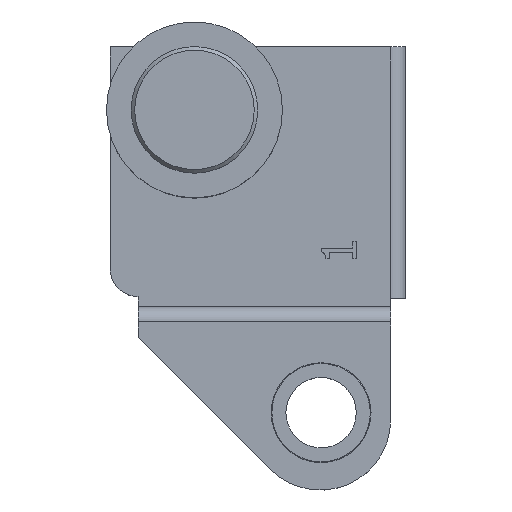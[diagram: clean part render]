
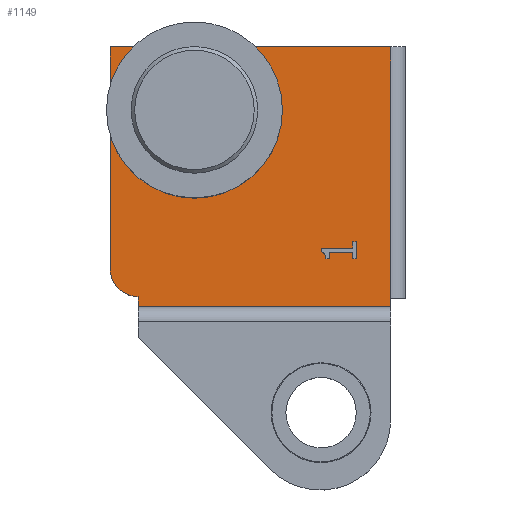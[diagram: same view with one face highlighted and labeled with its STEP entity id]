
A CAD part, top view. The second image highlights one B-rep face of the part: STEP entity #1149.
In plain terms, the highlighted planar face has unit normal (0, 0, 1).
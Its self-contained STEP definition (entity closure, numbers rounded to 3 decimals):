
#43=B_SPLINE_CURVE_WITH_KNOTS('',3,(#1840,#1841,#1842,#1843),
 .UNSPECIFIED.,.F.,.F.,(4,4),(0.,1.),.UNSPECIFIED.);
#74=FACE_BOUND('',#198,.T.);
#75=FACE_BOUND('',#199,.T.);
#125=FACE_OUTER_BOUND('',#197,.T.);
#197=EDGE_LOOP('',(#971,#972,#973,#974,#975,#976,#977));
#198=EDGE_LOOP('',(#978,#979,#980,#981,#982,#983,#984,#985,#986,#987,#988));
#199=EDGE_LOOP('',(#989,#990));
#235=CIRCLE('',#1280,4.1);
#236=CIRCLE('',#1281,4.1);
#256=CIRCLE('',#1321,4.);
#285=LINE('',#1747,#383);
#303=LINE('',#1806,#401);
#306=LINE('',#1812,#404);
#309=LINE('',#1818,#407);
#312=LINE('',#1824,#410);
#316=LINE('',#1849,#414);
#319=LINE('',#1855,#417);
#322=LINE('',#1861,#420);
#325=LINE('',#1867,#423);
#328=LINE('',#1873,#426);
#331=LINE('',#1877,#429);
#361=LINE('',#1987,#459);
#368=LINE('',#2003,#466);
#370=LINE('',#2016,#468);
#371=LINE('',#2018,#469);
#372=LINE('',#2019,#470);
#383=VECTOR('',#1386,10.);
#401=VECTOR('',#1436,10.);
#404=VECTOR('',#1441,10.);
#407=VECTOR('',#1446,10.);
#410=VECTOR('',#1451,10.);
#414=VECTOR('',#1457,10.);
#417=VECTOR('',#1462,10.);
#420=VECTOR('',#1467,10.);
#423=VECTOR('',#1472,10.);
#426=VECTOR('',#1477,10.);
#429=VECTOR('',#1482,10.);
#459=VECTOR('',#1602,10.);
#466=VECTOR('',#1623,10.);
#468=VECTOR('',#1639,10.);
#469=VECTOR('',#1640,10.);
#470=VECTOR('',#1641,10.);
#481=VERTEX_POINT('',#1744);
#482=VERTEX_POINT('',#1746);
#506=VERTEX_POINT('',#1803);
#507=VERTEX_POINT('',#1805);
#509=VERTEX_POINT('',#1811);
#511=VERTEX_POINT('',#1817);
#513=VERTEX_POINT('',#1823);
#515=VERTEX_POINT('',#1839);
#517=VERTEX_POINT('',#1848);
#519=VERTEX_POINT('',#1854);
#521=VERTEX_POINT('',#1860);
#523=VERTEX_POINT('',#1866);
#525=VERTEX_POINT('',#1872);
#528=VERTEX_POINT('',#1886);
#529=VERTEX_POINT('',#1888);
#560=VERTEX_POINT('',#1985);
#561=VERTEX_POINT('',#1989);
#562=VERTEX_POINT('',#2002);
#566=VERTEX_POINT('',#2015);
#567=VERTEX_POINT('',#2017);
#588=EDGE_CURVE('',#482,#481,#285,.T.);
#617=EDGE_CURVE('',#507,#506,#303,.T.);
#620=EDGE_CURVE('',#509,#507,#306,.T.);
#623=EDGE_CURVE('',#511,#509,#309,.T.);
#626=EDGE_CURVE('',#513,#511,#312,.T.);
#629=EDGE_CURVE('',#515,#513,#43,.T.);
#632=EDGE_CURVE('',#517,#515,#316,.T.);
#635=EDGE_CURVE('',#519,#517,#319,.T.);
#638=EDGE_CURVE('',#521,#519,#322,.T.);
#641=EDGE_CURVE('',#523,#521,#325,.T.);
#644=EDGE_CURVE('',#525,#523,#328,.T.);
#647=EDGE_CURVE('',#506,#525,#331,.T.);
#652=EDGE_CURVE('',#528,#529,#235,.T.);
#653=EDGE_CURVE('',#529,#528,#236,.T.);
#700=EDGE_CURVE('',#481,#560,#361,.T.);
#702=EDGE_CURVE('',#560,#561,#256,.T.);
#708=EDGE_CURVE('',#562,#561,#368,.T.);
#715=EDGE_CURVE('',#566,#562,#370,.T.);
#716=EDGE_CURVE('',#567,#566,#371,.T.);
#717=EDGE_CURVE('',#482,#567,#372,.T.);
#971=ORIENTED_EDGE('',*,*,#588,.T.);
#972=ORIENTED_EDGE('',*,*,#700,.T.);
#973=ORIENTED_EDGE('',*,*,#702,.T.);
#974=ORIENTED_EDGE('',*,*,#708,.F.);
#975=ORIENTED_EDGE('',*,*,#715,.F.);
#976=ORIENTED_EDGE('',*,*,#716,.F.);
#977=ORIENTED_EDGE('',*,*,#717,.F.);
#978=ORIENTED_EDGE('',*,*,#617,.T.);
#979=ORIENTED_EDGE('',*,*,#647,.T.);
#980=ORIENTED_EDGE('',*,*,#644,.T.);
#981=ORIENTED_EDGE('',*,*,#641,.T.);
#982=ORIENTED_EDGE('',*,*,#638,.T.);
#983=ORIENTED_EDGE('',*,*,#635,.T.);
#984=ORIENTED_EDGE('',*,*,#632,.T.);
#985=ORIENTED_EDGE('',*,*,#629,.T.);
#986=ORIENTED_EDGE('',*,*,#626,.T.);
#987=ORIENTED_EDGE('',*,*,#623,.T.);
#988=ORIENTED_EDGE('',*,*,#620,.T.);
#989=ORIENTED_EDGE('',*,*,#653,.F.);
#990=ORIENTED_EDGE('',*,*,#652,.F.);
#1095=PLANE('',#1333);
#1149=ADVANCED_FACE('',(#125,#74,#75),#1095,.F.);
#1280=AXIS2_PLACEMENT_3D('',#1889,#1495,#1496);
#1281=AXIS2_PLACEMENT_3D('',#1890,#1497,#1498);
#1321=AXIS2_PLACEMENT_3D('',#1991,#1606,#1607);
#1333=AXIS2_PLACEMENT_3D('',#2014,#1637,#1638);
#1386=DIRECTION('',(-1.,0.,0.));
#1436=DIRECTION('',(1.,0.,0.));
#1441=DIRECTION('',(0.,1.,0.));
#1446=DIRECTION('',(1.,0.,0.));
#1451=DIRECTION('',(0.,1.,0.));
#1457=DIRECTION('',(-1.,0.,0.));
#1462=DIRECTION('',(0.,-1.,0.));
#1467=DIRECTION('',(-1.,0.,0.));
#1472=DIRECTION('',(0.,1.,0.));
#1477=DIRECTION('',(-1.,0.,0.));
#1482=DIRECTION('',(0.,-1.,0.));
#1495=DIRECTION('center_axis',(0.,0.,1.));
#1496=DIRECTION('ref_axis',(-1.,0.,0.));
#1497=DIRECTION('center_axis',(0.,0.,1.));
#1498=DIRECTION('ref_axis',(-1.,0.,0.));
#1602=DIRECTION('',(0.,-1.,0.));
#1606=DIRECTION('center_axis',(0.,0.,1.));
#1607=DIRECTION('ref_axis',(-0.707,-0.707,0.));
#1623=DIRECTION('',(0.,1.,0.));
#1637=DIRECTION('center_axis',(0.,0.,-1.));
#1638=DIRECTION('ref_axis',(1.,0.,0.));
#1639=DIRECTION('',(-1.,0.,0.));
#1640=DIRECTION('',(0.,-1.,0.));
#1641=DIRECTION('',(0.,-1.,0.));
#1744=CARTESIAN_POINT('',(-42.,-2.625,0.));
#1746=CARTESIAN_POINT('',(-2.1,-2.625,0.));
#1747=CARTESIAN_POINT('',(-21.,-2.625,0.));
#1803=CARTESIAN_POINT('',(-6.984,-30.328,0.));
#1805=CARTESIAN_POINT('',(-7.494,-30.328,0.));
#1806=CARTESIAN_POINT('',(-3.492,-30.328,0.));
#1811=CARTESIAN_POINT('',(-7.494,-31.215,0.));
#1812=CARTESIAN_POINT('',(-7.494,4.023,0.));
#1817=CARTESIAN_POINT('',(-12.,-31.215,0.));
#1818=CARTESIAN_POINT('',(-3.747,-31.215,0.));
#1823=CARTESIAN_POINT('',(-12.,-31.734,0.));
#1824=CARTESIAN_POINT('',(-12.,3.58,0.));
#1839=CARTESIAN_POINT('',(-11.303,-32.767,0.));
#1840=CARTESIAN_POINT('Ctrl Pts',(-11.303,-32.767,0.));
#1841=CARTESIAN_POINT('Ctrl Pts',(-11.303,-32.253,0.));
#1842=CARTESIAN_POINT('Ctrl Pts',(-11.595,-31.766,0.));
#1843=CARTESIAN_POINT('Ctrl Pts',(-12.,-31.734,0.));
#1848=CARTESIAN_POINT('',(-10.845,-32.767,0.));
#1849=CARTESIAN_POINT('',(-5.652,-32.767,0.));
#1854=CARTESIAN_POINT('',(-10.845,-31.86,0.));
#1855=CARTESIAN_POINT('',(-10.845,2.804,0.));
#1860=CARTESIAN_POINT('',(-7.494,-31.86,0.));
#1861=CARTESIAN_POINT('',(-5.423,-31.86,0.));
#1866=CARTESIAN_POINT('',(-7.494,-32.767,0.));
#1867=CARTESIAN_POINT('',(-7.494,3.258,0.));
#1872=CARTESIAN_POINT('',(-6.984,-32.767,0.));
#1873=CARTESIAN_POINT('',(-3.747,-32.767,0.));
#1877=CARTESIAN_POINT('',(-6.984,2.804,0.));
#1886=CARTESIAN_POINT('',(-25.9,-11.625,0.));
#1888=CARTESIAN_POINT('',(-34.1,-11.625,0.));
#1889=CARTESIAN_POINT('Origin',(-30.,-11.625,0.));
#1890=CARTESIAN_POINT('Origin',(-30.,-11.625,0.));
#1985=CARTESIAN_POINT('',(-42.,-34.125,0.));
#1987=CARTESIAN_POINT('',(-42.,38.375,0.));
#1989=CARTESIAN_POINT('',(-38.,-38.125,0.));
#1991=CARTESIAN_POINT('Origin',(-38.,-34.125,0.));
#2002=CARTESIAN_POINT('',(-38.,-39.525,0.));
#2003=CARTESIAN_POINT('',(-38.,0.125,0.));
#2014=CARTESIAN_POINT('Origin',(0.,38.375,0.));
#2015=CARTESIAN_POINT('',(-2.1,-39.525,0.));
#2016=CARTESIAN_POINT('',(-11.025,-39.525,0.));
#2017=CARTESIAN_POINT('',(-2.1,-38.375,0.));
#2018=CARTESIAN_POINT('',(-2.1,-38.375,0.));
#2019=CARTESIAN_POINT('',(-2.1,19.188,0.));
